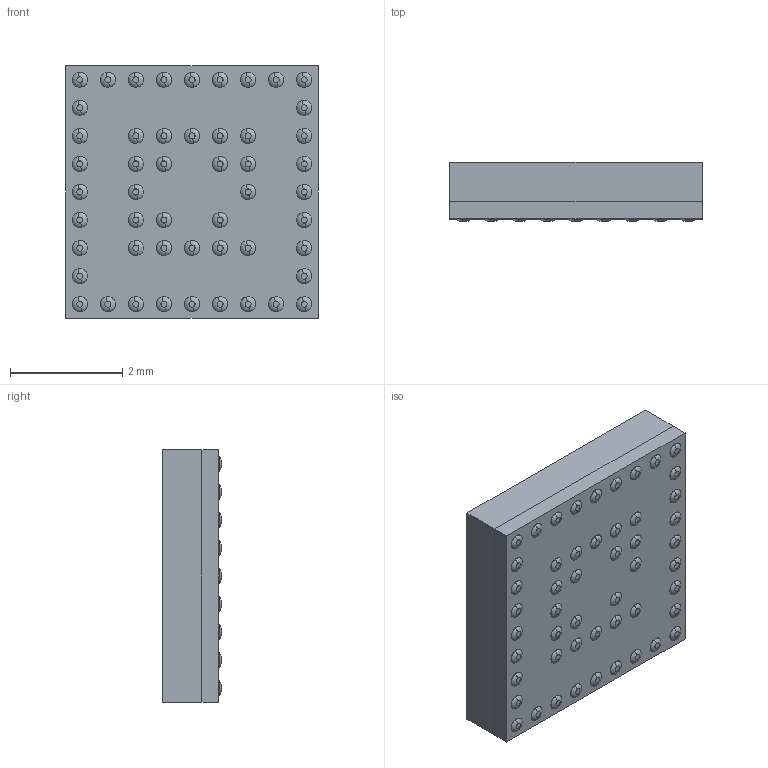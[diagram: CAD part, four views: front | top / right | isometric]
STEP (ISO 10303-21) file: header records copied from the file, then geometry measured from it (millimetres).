
FILE_DESCRIPTION (( 'STEP AP214' ), '1' );
FILE_NAME ('ZOE_S-LGA51.STEP', '2020-10-09T03:30:37', ( '' ), ( '' ), 'SwSTEP 2.0', 'SolidWorks 2020', '' );
FILE_SCHEMA (( 'AUTOMOTIVE_DESIGN' ));
Length unit declared in the file: millimetre
Products named in the file (4): ZOE_S-LGA51.STEP; ZOE_S-LGA51; u-Blox_ZOE_S-LGA51_ball.STEP; U-Blox_ZOE_S-LGA51_body.STEP
Assembly tree (53 placements, depth 3):
  ZOE_S-LGA51
    ZOE_S-LGA51.STEP
      U-Blox_ZOE_S-LGA51_body.STEP
      u-Blox_ZOE_S-LGA51_ball.STEP  x51
Bounding box: 4.5 x 1.04 x 4.5 mm (x, y, z)
Volume: 20.3 mm3; surface area: 105.3 mm2
Topology: 53 solids, 53 shells, 1012 faces, 2364 edges, 1508 vertices
Faces by surface type: plane 613, torus 204, bspline 185, cylinder 10
Entity records: 26757 total; most frequent: CARTESIAN_POINT 8932, ORIENTED_EDGE 3928, DIRECTION 2786, EDGE_CURVE 1964, VECTOR 1566, LINE 1566, VERTEX_POINT 1308, EDGE_LOOP 762
